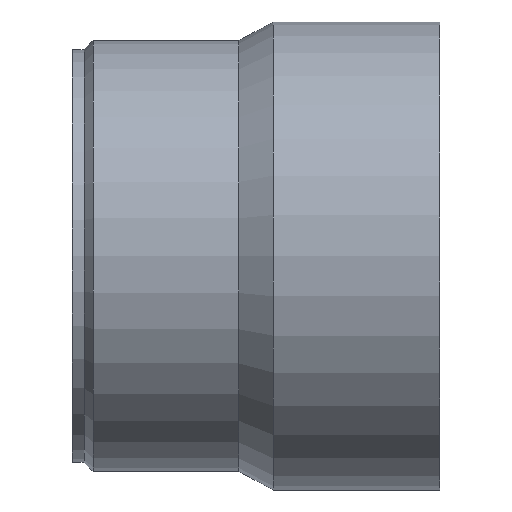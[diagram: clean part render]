
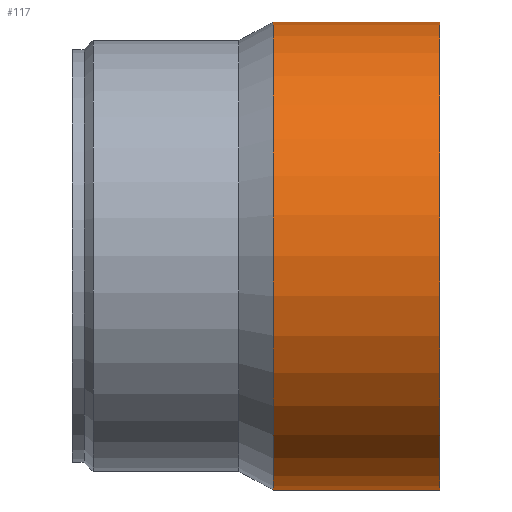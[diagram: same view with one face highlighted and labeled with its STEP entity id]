
A CAD part, top view. The second image highlights one B-rep face of the part: STEP entity #117.
In plain terms, the highlighted cylindrical face has radius 40.75 mm (diameter 81.5 mm), a partial arc.
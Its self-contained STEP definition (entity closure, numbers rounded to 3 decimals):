
#117 = ADVANCED_FACE( '', ( #319 ), #320, .T. );
#145 = VERTEX_POINT( '', #355 );
#159 = VERTEX_POINT( '', #371 );
#163 = EDGE_CURVE( '', #189, #301, #376, .T. );
#183 = EDGE_CURVE( '', #145, #301, #398, .T. );
#189 = VERTEX_POINT( '', #405 );
#257 = EDGE_CURVE( '', #159, #189, #479, .T. );
#289 = EDGE_CURVE( '', #145, #159, #514, .T. );
#301 = VERTEX_POINT( '', #529 );
#319 = FACE_OUTER_BOUND( '', #537, .T. );
#320 = CYLINDRICAL_SURFACE( '', #538, 40.75 );
#355 = CARTESIAN_POINT( '', ( 0., -40.75, 0. ) );
#371 = CARTESIAN_POINT( '', ( 29., -40.75, 0. ) );
#376 = LINE( '', #608, #609 );
#398 = CIRCLE( '', #638, 40.75 );
#405 = CARTESIAN_POINT( '', ( 29., 40.75, 0. ) );
#479 = CIRCLE( '', #747, 40.75 );
#514 = LINE( '', #791, #792 );
#529 = CARTESIAN_POINT( '', ( 0., 40.75, 0. ) );
#537 = EDGE_LOOP( '', ( #811, #812, #813, #814 ) );
#538 = AXIS2_PLACEMENT_3D( '', #815, #816, #817 );
#608 = CARTESIAN_POINT( '', ( 14.5, 40.75, 0. ) );
#609 = VECTOR( '', #896, 1. );
#638 = AXIS2_PLACEMENT_3D( '', #918, #919, #920 );
#747 = AXIS2_PLACEMENT_3D( '', #1014, #1015, #1016 );
#791 = CARTESIAN_POINT( '', ( 14.5, -40.75, 0. ) );
#792 = VECTOR( '', #1055, 1. );
#811 = ORIENTED_EDGE( '', *, *, #163, .T. );
#812 = ORIENTED_EDGE( '', *, *, #183, .F. );
#813 = ORIENTED_EDGE( '', *, *, #289, .T. );
#814 = ORIENTED_EDGE( '', *, *, #257, .T. );
#815 = CARTESIAN_POINT( '', ( 14.5, 0., 0. ) );
#816 = DIRECTION( '', ( 1., 0., 0. ) );
#817 = DIRECTION( '', ( 0., 1., 0. ) );
#896 = DIRECTION( '', ( -1., 0., 0. ) );
#918 = CARTESIAN_POINT( '', ( 0., 0., 0. ) );
#919 = DIRECTION( '', ( -1., 0., 0. ) );
#920 = DIRECTION( '', ( 0., 1., 0. ) );
#1014 = CARTESIAN_POINT( '', ( 29., 0., 0. ) );
#1015 = DIRECTION( '', ( -1., 0., 0. ) );
#1016 = DIRECTION( '', ( 0., 1., 0. ) );
#1055 = DIRECTION( '', ( 1., 0., 0. ) );
